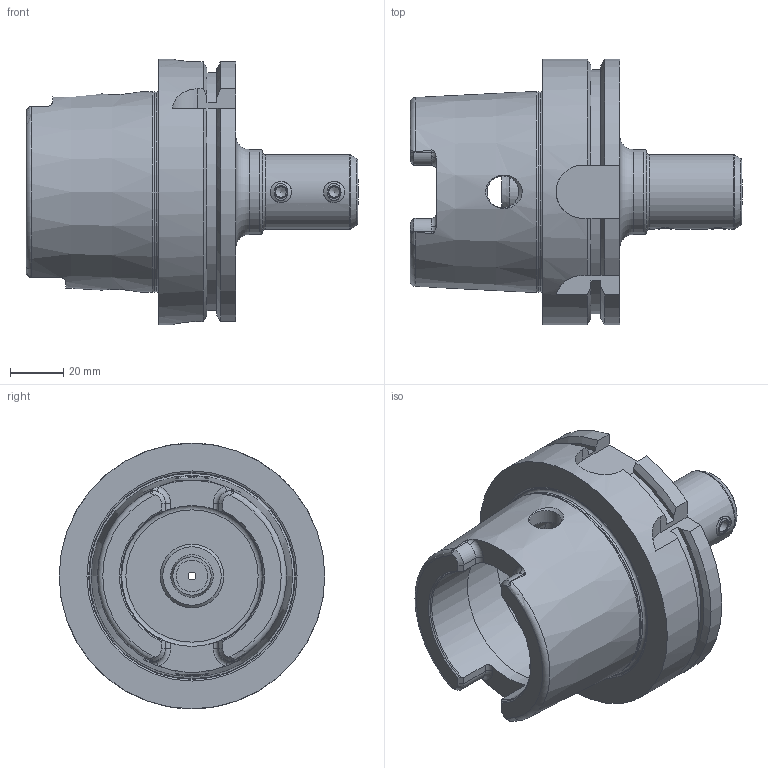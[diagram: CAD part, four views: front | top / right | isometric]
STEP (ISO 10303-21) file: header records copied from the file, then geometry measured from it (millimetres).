
FILE_DESCRIPTION((''),'2;1');
FILE_NAME('591077008075-3D.stp','2021-10-05T13:42:04',('nttooll'),(''),'Autodesk Inventor 2012','Autodesk Inventor 2012','');
FILE_SCHEMA(('AUTOMOTIVE_DESIGN { 1 0 10303 214 1 1 1 1 }'));
Length unit declared in the file: millimetre
Products named in the file (1): 591077008075-3D
Bounding box: 125 x 100 x 100 mm (x, y, z)
Volume: 288956.2 mm3; surface area: 57052.7 mm2
Topology: 1 solids, 1 shells, 156 faces, 387 edges, 242 vertices
Faces by surface type: cylinder 50, plane 50, cone 34, torus 22
Full cylindrical faces by diameter (mm): 3 x1, 4 x2, 4.619 x2, 5.5 x2, 8 x5, 8.4 x1, 12 x3, 15.3 x1, 16 x1, 24 x1, 28 x1, 32 x1, 53 x1, 53.8 x1, 63 x1, 75.3 x1, 100 x1
Entity records: 4741 total; most frequent: CARTESIAN_POINT 1376, DIRECTION 709, ORIENTED_EDGE 622, EDGE_CURVE 311, AXIS2_PLACEMENT_3D 305, EDGE_LOOP 229, VERTEX_POINT 224, FACE_OUTER_BOUND 156
